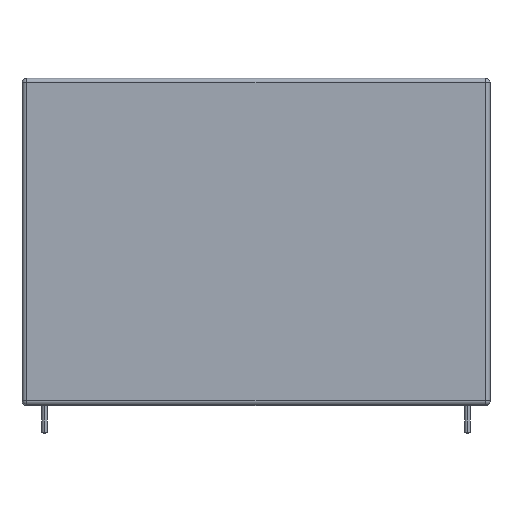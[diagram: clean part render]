
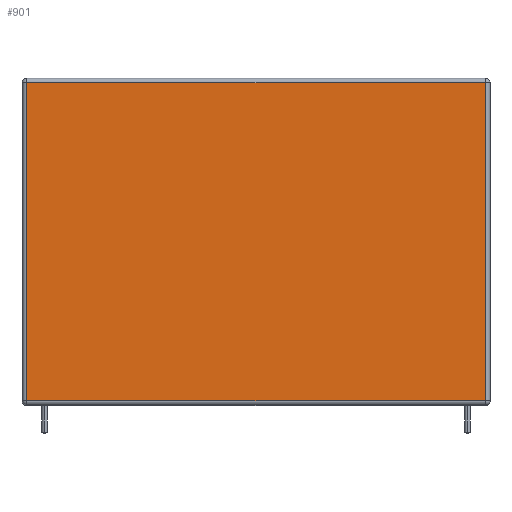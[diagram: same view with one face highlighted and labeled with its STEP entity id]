
A CAD part, top view. The second image highlights one B-rep face of the part: STEP entity #901.
In plain terms, the highlighted planar face has unit normal (0, 0, 1).
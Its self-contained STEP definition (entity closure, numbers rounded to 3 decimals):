
#8 = DIRECTION ( 'NONE',  ( 0., -1., 0. ) ) ;
#24 = VECTOR ( 'NONE', #8, 1000. ) ;
#71 = LINE ( 'NONE', #437, #648 ) ;
#119 = LINE ( 'NONE', #1250, #423 ) ;
#131 = DIRECTION ( 'NONE',  ( 0., 0., -1. ) ) ;
#137 = EDGE_CURVE ( 'NONE', #235, #628, #71, .T. ) ;
#170 = CARTESIAN_POINT ( 'NONE',  ( -1.965, 0.4, 8.5 ) ) ;
#235 = VERTEX_POINT ( 'NONE', #170 ) ;
#249 = DIRECTION ( 'NONE',  ( 0., 1., 0. ) ) ;
#312 = PLANE ( 'NONE',  #523 ) ;
#324 = LINE ( 'NONE', #801, #24 ) ;
#351 = DIRECTION ( 'NONE',  ( -1., 0., 0. ) ) ;
#404 = EDGE_CURVE ( 'NONE', #1431, #235, #324, .T. ) ;
#423 = VECTOR ( 'NONE', #249, 1000. ) ;
#437 = CARTESIAN_POINT ( 'NONE',  ( -2.365, 0.4, 8.5 ) ) ;
#523 = AXIS2_PLACEMENT_3D ( 'NONE', #1147, #131, #931 ) ;
#628 = VERTEX_POINT ( 'NONE', #1032 ) ;
#631 = EDGE_CURVE ( 'NONE', #1137, #1431, #1465, .T. ) ;
#648 = VECTOR ( 'NONE', #1116, 1000. ) ;
#711 = ORIENTED_EDGE ( 'NONE', *, *, #404, .T. ) ;
#778 = ORIENTED_EDGE ( 'NONE', *, *, #631, .T. ) ;
#801 = CARTESIAN_POINT ( 'NONE',  ( -1.965, 29., 8.5 ) ) ;
#872 = ORIENTED_EDGE ( 'NONE', *, *, #137, .T. ) ;
#885 = FACE_OUTER_BOUND ( 'NONE', #1449, .T. ) ;
#886 = CARTESIAN_POINT ( 'NONE',  ( 38.735, 28.6, 8.5 ) ) ;
#901 = ADVANCED_FACE ( 'NONE', ( #885 ), #312, .F. ) ;
#931 = DIRECTION ( 'NONE',  ( -1., 0., 0. ) ) ;
#996 = CARTESIAN_POINT ( 'NONE',  ( -1.965, 28.6, 8.5 ) ) ;
#1015 = CARTESIAN_POINT ( 'NONE',  ( -2.365, 28.6, 8.5 ) ) ;
#1032 = CARTESIAN_POINT ( 'NONE',  ( 38.735, 0.4, 8.5 ) ) ;
#1116 = DIRECTION ( 'NONE',  ( 1., 0., 0. ) ) ;
#1137 = VERTEX_POINT ( 'NONE', #886 ) ;
#1147 = CARTESIAN_POINT ( 'NONE',  ( -2.365, 29., 8.5 ) ) ;
#1174 = VECTOR ( 'NONE', #351, 1000. ) ;
#1250 = CARTESIAN_POINT ( 'NONE',  ( 38.735, 29., 8.5 ) ) ;
#1292 = EDGE_CURVE ( 'NONE', #628, #1137, #119, .T. ) ;
#1307 = ORIENTED_EDGE ( 'NONE', *, *, #1292, .T. ) ;
#1431 = VERTEX_POINT ( 'NONE', #996 ) ;
#1449 = EDGE_LOOP ( 'NONE', ( #872, #1307, #778, #711 ) ) ;
#1465 = LINE ( 'NONE', #1015, #1174 ) ;
